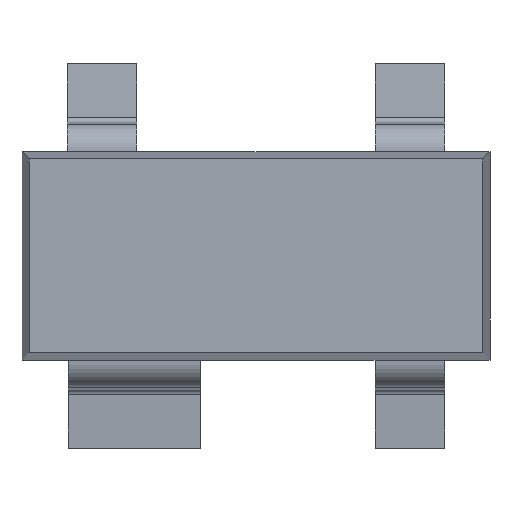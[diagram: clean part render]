
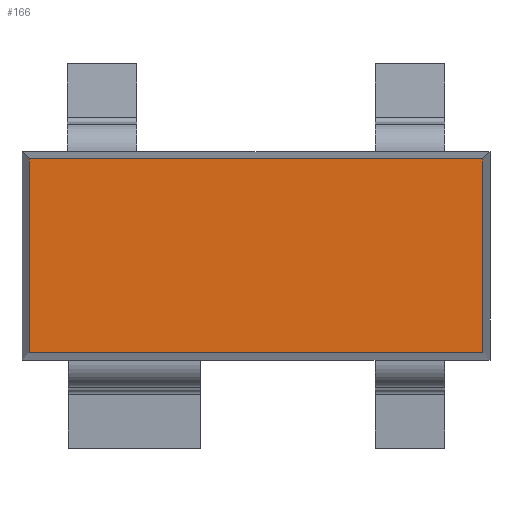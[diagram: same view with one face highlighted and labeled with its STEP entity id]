
A CAD part, top view. The second image highlights one B-rep face of the part: STEP entity #166.
In plain terms, the highlighted planar face has unit normal (0, 0, 1).
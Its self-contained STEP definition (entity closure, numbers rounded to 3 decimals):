
#166 = ADVANCED_FACE( '', ( #341 ), #342, .F. );
#341 = FACE_OUTER_BOUND( '', #522, .T. );
#342 = PLANE( '', #523 );
#522 = EDGE_LOOP( '', ( #961, #962, #963, #964 ) );
#523 = AXIS2_PLACEMENT_3D( '', #965, #966, #967 );
#961 = ORIENTED_EDGE( '', *, *, #1299, .T. );
#962 = ORIENTED_EDGE( '', *, *, #1228, .F. );
#963 = ORIENTED_EDGE( '', *, *, #1238, .F. );
#964 = ORIENTED_EDGE( '', *, *, #1166, .T. );
#965 = CARTESIAN_POINT( '', ( 1.46, 0.604, 0.53 ) );
#966 = DIRECTION( '', ( 0., 0., -1. ) );
#967 = DIRECTION( '', ( -1., 0., 0. ) );
#1166 = EDGE_CURVE( '', #1411, #1416, #1418, .T. );
#1228 = EDGE_CURVE( '', #1515, #1516, #1517, .T. );
#1238 = EDGE_CURVE( '', #1411, #1515, #1527, .T. );
#1299 = EDGE_CURVE( '', #1416, #1516, #1610, .T. );
#1411 = VERTEX_POINT( '', #1757 );
#1416 = VERTEX_POINT( '', #1764 );
#1418 = LINE( '', #1767, #1768 );
#1515 = VERTEX_POINT( '', #1904 );
#1516 = VERTEX_POINT( '', #1905 );
#1517 = LINE( '', #1906, #1907 );
#1527 = LINE( '', #1921, #1922 );
#1610 = LINE( '', #2037, #2038 );
#1757 = CARTESIAN_POINT( '', ( 1.414, -0.604, 0.53 ) );
#1764 = CARTESIAN_POINT( '', ( 1.414, 0.604, 0.53 ) );
#1767 = CARTESIAN_POINT( '', ( 1.414, -3.468, 0.53 ) );
#1768 = VECTOR( '', #2139, 1000. );
#1904 = CARTESIAN_POINT( '', ( -1.414, -0.604, 0.53 ) );
#1905 = CARTESIAN_POINT( '', ( -1.414, 0.604, 0.53 ) );
#1906 = CARTESIAN_POINT( '', ( -1.414, -3.468, 0.53 ) );
#1907 = VECTOR( '', #2200, 1000. );
#1921 = CARTESIAN_POINT( '', ( 1.46, -0.604, 0.53 ) );
#1922 = VECTOR( '', #2205, 1000. );
#2037 = CARTESIAN_POINT( '', ( 1.46, 0.604, 0.53 ) );
#2038 = VECTOR( '', #2280, 1000. );
#2139 = DIRECTION( '', ( 0., 1., 0. ) );
#2200 = DIRECTION( '', ( 0., 1., 0. ) );
#2205 = DIRECTION( '', ( -1., 0., 0. ) );
#2280 = DIRECTION( '', ( -1., 0., 0. ) );
